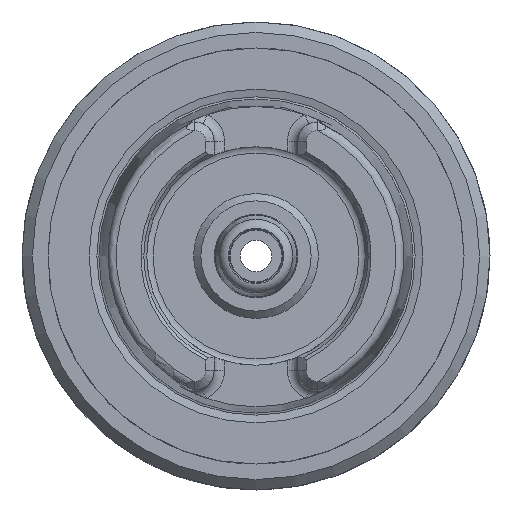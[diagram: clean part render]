
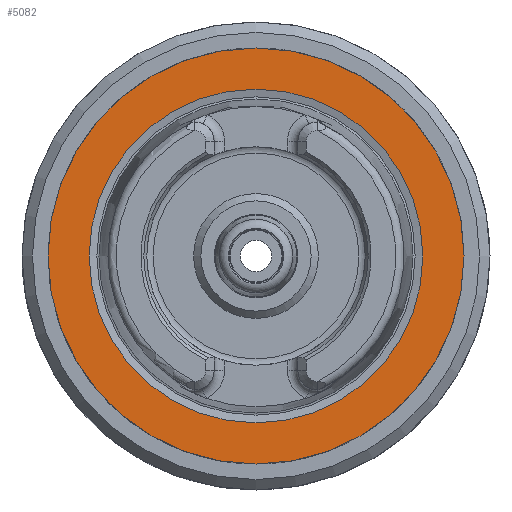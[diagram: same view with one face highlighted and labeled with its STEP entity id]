
A CAD part, left-side view. The second image highlights one B-rep face of the part: STEP entity #5082.
In plain terms, the highlighted planar face has unit normal (-1, 0, 0).
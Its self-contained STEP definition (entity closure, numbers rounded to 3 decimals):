
#4169=CARTESIAN_POINT('',(0.0,20.0,0.0));
#4170=VERTEX_POINT('',#4169);
#4171=CARTESIAN_POINT('',(0.0,0.0,0.0));
#4172=DIRECTION('',(1.0,0.0,0.0));
#4173=DIRECTION('',(0.0,1.0,0.0));
#4174=AXIS2_PLACEMENT_3D('',#4171,#4172,#4173);
#4175=CIRCLE('',#4174,20.0);
#4176=EDGE_CURVE('',#4170,#4170,#4175,.T.);
#5056=CARTESIAN_POINT('',(0.0,16.046,0.0));
#5057=VERTEX_POINT('',#5056);
#5058=CARTESIAN_POINT('',(0.0,0.0,0.0));
#5059=DIRECTION('',(1.0,0.0,0.0));
#5060=DIRECTION('',(0.0,1.0,0.0));
#5061=AXIS2_PLACEMENT_3D('',#5058,#5059,#5060);
#5062=CIRCLE('',#5061,16.046);
#5063=EDGE_CURVE('',#5057,#5057,#5062,.T.);
#5071=CARTESIAN_POINT('',(0.0,18.023,0.0));
#5072=DIRECTION('',(-1.0,0.0,0.0));
#5073=DIRECTION('',(0.0,0.0,1.0));
#5074=AXIS2_PLACEMENT_3D('',#5071,#5072,#5073);
#5075=PLANE('',#5074);
#5076=ORIENTED_EDGE('',*,*,#4176,.F.);
#5077=EDGE_LOOP('',(#5076));
#5078=FACE_OUTER_BOUND('',#5077,.T.);
#5079=ORIENTED_EDGE('',*,*,#5063,.T.);
#5080=EDGE_LOOP('',(#5079));
#5081=FACE_BOUND('',#5080,.T.);
#5082=ADVANCED_FACE('',(#5078,#5081),#5075,.T.);
